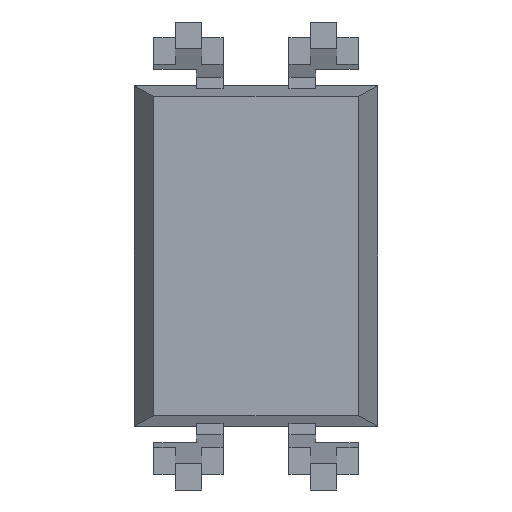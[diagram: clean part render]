
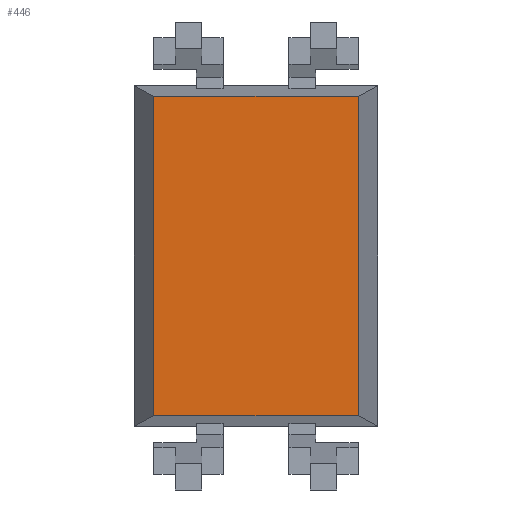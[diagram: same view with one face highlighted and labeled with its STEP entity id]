
A CAD part, front view. The second image highlights one B-rep face of the part: STEP entity #446.
In plain terms, the highlighted planar face has unit normal (0, -1, 0).
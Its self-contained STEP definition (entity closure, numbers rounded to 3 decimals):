
#133 = EDGE_CURVE ( 'NONE', #568, #253, #1362, .T. ) ;
#151 = EDGE_CURVE ( 'NONE', #568, #336, #1516, .T. ) ;
#194 = EDGE_CURVE ( 'NONE', #253, #233, #1843, .T. ) ;
#233 = VERTEX_POINT ( 'NONE', #804 ) ;
#253 = VERTEX_POINT ( 'NONE', #875 ) ;
#336 = VERTEX_POINT ( 'NONE', #1177 ) ;
#377 = ORIENTED_EDGE ( 'NONE', *, *, #151, .F. ) ;
#438 = EDGE_CURVE ( 'NONE', #336, #233, #1491, .T. ) ;
#446 = ADVANCED_FACE ( 'NONE', ( #1520 ), #1521, .F. ) ;
#448 = ORIENTED_EDGE ( 'NONE', *, *, #133, .T. ) ;
#469 = ORIENTED_EDGE ( 'NONE', *, *, #438, .F. ) ;
#568 = VERTEX_POINT ( 'NONE', #670 ) ;
#670 = CARTESIAN_POINT ( 'NONE',  ( 1.92, 0., -3. ) ) ;
#804 = CARTESIAN_POINT ( 'NONE',  ( -1.92, 0., 3. ) ) ;
#875 = CARTESIAN_POINT ( 'NONE',  ( 1.92, 0., 3. ) ) ;
#1173 = ORIENTED_EDGE ( 'NONE', *, *, #194, .T. ) ;
#1177 = CARTESIAN_POINT ( 'NONE',  ( -1.92, 0., -3. ) ) ;
#1258 = EDGE_LOOP ( 'NONE', ( #1173, #469, #377, #448 ) ) ;
#1362 = LINE ( 'NONE', #1363, #1364 ) ;
#1363 = CARTESIAN_POINT ( 'NONE',  ( 1.92, 0., -4.4 ) ) ;
#1364 = VECTOR ( 'NONE', #1365, 1000. ) ;
#1365 = DIRECTION ( 'NONE',  ( 0., 0., 1. ) ) ;
#1491 = LINE ( 'NONE', #1492, #1493 ) ;
#1492 = CARTESIAN_POINT ( 'NONE',  ( -1.92, 0., -4.4 ) ) ;
#1493 = VECTOR ( 'NONE', #1494, 1000. ) ;
#1494 = DIRECTION ( 'NONE',  ( 0., 0., 1. ) ) ;
#1516 = LINE ( 'NONE', #1517, #1518 ) ;
#1517 = CARTESIAN_POINT ( 'NONE',  ( 2.29, 0., -3. ) ) ;
#1518 = VECTOR ( 'NONE', #1519, 1000. ) ;
#1519 = DIRECTION ( 'NONE',  ( -1., 0., 0. ) ) ;
#1520 = FACE_OUTER_BOUND ( 'NONE', #1258, .T. ) ;
#1521 = PLANE ( 'NONE',  #1522 ) ;
#1522 = AXIS2_PLACEMENT_3D ( 'NONE', #1523, #1524, #1525 ) ;
#1523 = CARTESIAN_POINT ( 'NONE',  ( 2.29, 0., -3. ) ) ;
#1524 = DIRECTION ( 'NONE',  ( 0., 1., 0. ) ) ;
#1525 = DIRECTION ( 'NONE',  ( 0., 0., 1. ) ) ;
#1843 = LINE ( 'NONE', #1844, #1845 ) ;
#1844 = CARTESIAN_POINT ( 'NONE',  ( 2.29, 0., 3. ) ) ;
#1845 = VECTOR ( 'NONE', #1846, 1000. ) ;
#1846 = DIRECTION ( 'NONE',  ( -1., 0., 0. ) ) ;
